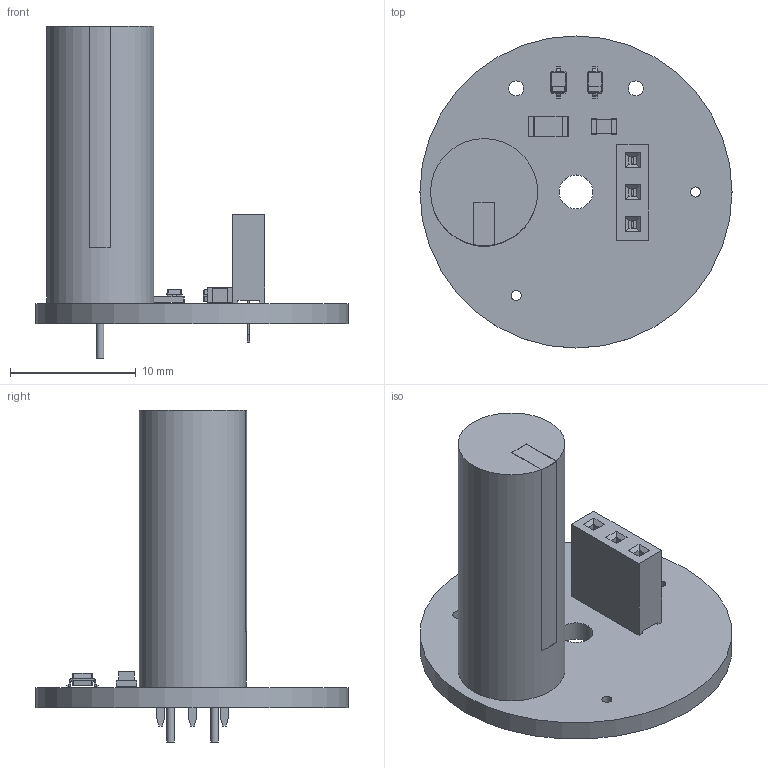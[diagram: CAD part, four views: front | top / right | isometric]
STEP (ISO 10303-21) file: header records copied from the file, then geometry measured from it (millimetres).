
FILE_DESCRIPTION(('KiCad electronic assembly'),'2;1');
FILE_NAME('U6A_Base.step','2024-07-20T07:08:09',('Pcbnew'),('Kicad'), 'Open CASCADE STEP processor 7.8','KiCad to STEP converter','Unknown' );
FILE_SCHEMA(('AUTOMOTIVE_DESIGN { 1 0 10303 214 1 1 1 1 }'));
Length unit declared in the file: millimetre
Products named in the file (12): U6A_Base 1; CAP_YX_8X20_RUB; part; D_SOD-323; D_SOD_323; Fuse_1206_3216Metric; L_0805_2012Metric; PinSocket_1x03_P2.54mm_Vertical; PinSocket_1x03_P254mm_Vertical; U6A_Base_PCB
Assembly tree (12 placements, depth 3):
  U6A_Base 1
    CAP_YX_8X20_RUB
      part
    D_SOD-323  x2
      D_SOD_323
    Fuse_1206_3216Metric
      Fuse_1206_3216Metric
    L_0805_2012Metric
      L_0805_2012Metric
    PinSocket_1x03_P2.54mm_Vertical
      PinSocket_1x03_P254mm_Vertical
    U6A_Base_PCB
Bounding box: 24.8 x 24.8 x 26.38 mm (x, y, z)
Volume: 2144.3 mm3; surface area: 2208.7 mm2
Topology: 10 solids, 10 shells, 321 faces, 776 edges, 488 vertices
Faces by surface type: plane 217, cylinder 52, bspline 52
Full cylindrical faces by diameter (mm): 0.61 x2, 0.8 x4, 1 x3, 1.2 x2, 2.7 x1, 8.509 x1, 24.8 x1
Entity records: 9234 total; most frequent: CARTESIAN_POINT 1396, ORIENTED_EDGE 1240, DIRECTION 1155, EDGE_CURVE 620, LINE 497, VECTOR 497, VERTEX_POINT 396, AXIS2_PLACEMENT_3D 329
